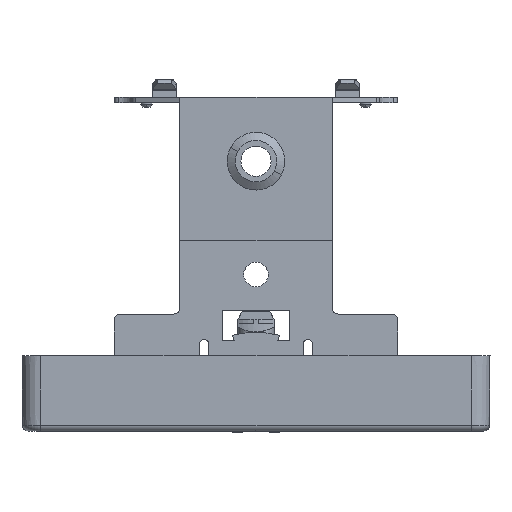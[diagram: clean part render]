
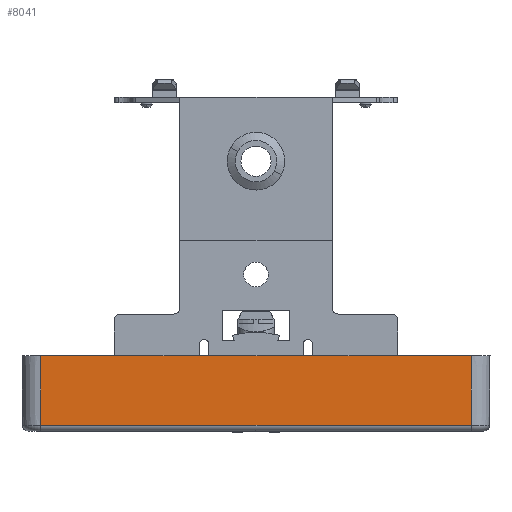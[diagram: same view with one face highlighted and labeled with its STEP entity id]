
A CAD part, left-side view. The second image highlights one B-rep face of the part: STEP entity #8041.
In plain terms, the highlighted planar face has unit normal (-1, 0, -0.009).
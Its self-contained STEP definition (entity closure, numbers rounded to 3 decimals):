
#93=DIRECTION('',(0.,-1.,0.));
#94=VECTOR('',#93,114.);
#95=CARTESIAN_POINT('',(-132.5,-5.5,55.5));
#96=LINE('',#95,#94);
#2068=DIRECTION('',(0.009,0.,-1.));
#2069=VECTOR('',#2068,18.514);
#2070=CARTESIAN_POINT('',(-132.5,-119.5,55.5));
#2071=LINE('',#2070,#2069);
#2091=DIRECTION('',(0.,1.,0.));
#2092=VECTOR('',#2091,114.);
#2093=CARTESIAN_POINT('',(-132.338,-119.5,36.987));
#2094=LINE('',#2093,#2092);
#2110=DIRECTION('',(-0.009,0.,1.));
#2111=VECTOR('',#2110,18.514);
#2112=CARTESIAN_POINT('',(-132.338,-5.5,36.987));
#2113=LINE('',#2112,#2111);
#4198=CARTESIAN_POINT('',(-132.5,-119.5,55.5));
#4199=VERTEX_POINT('',#4198);
#4200=CARTESIAN_POINT('',(-132.338,-119.5,36.987));
#4201=VERTEX_POINT('',#4200);
#4202=CARTESIAN_POINT('',(-132.338,-5.5,36.987));
#4203=VERTEX_POINT('',#4202);
#4204=CARTESIAN_POINT('',(-132.5,-5.5,55.5));
#4205=VERTEX_POINT('',#4204);
#8030=CARTESIAN_POINT('',(-132.5,-124.5,55.5));
#8031=DIRECTION('',(1.,0.,0.009));
#8032=DIRECTION('',(0.,1.,0.));
#8033=AXIS2_PLACEMENT_3D('',#8030,#8031,#8032);
#8034=PLANE('',#8033);
#8035=ORIENTED_EDGE('',*,*,#7998,.T.);
#8036=ORIENTED_EDGE('',*,*,#8022,.T.);
#8037=ORIENTED_EDGE('',*,*,#5194,.T.);
#8038=ORIENTED_EDGE('',*,*,#7971,.T.);
#8039=EDGE_LOOP('',(#8035,#8036,#8037,#8038));
#8040=FACE_OUTER_BOUND('',#8039,.F.);
#8041=ADVANCED_FACE('',(#8040),#8034,.F.);
#5194=EDGE_CURVE('',#4205,#4199,#96,.T.);
#7971=EDGE_CURVE('',#4199,#4201,#2071,.T.);
#7998=EDGE_CURVE('',#4201,#4203,#2094,.T.);
#8022=EDGE_CURVE('',#4203,#4205,#2113,.T.);
